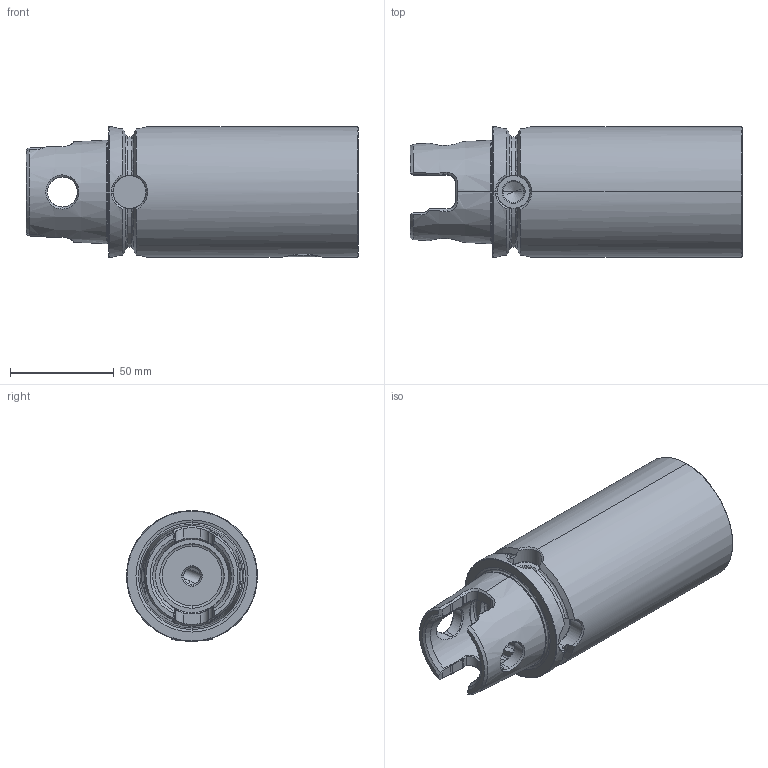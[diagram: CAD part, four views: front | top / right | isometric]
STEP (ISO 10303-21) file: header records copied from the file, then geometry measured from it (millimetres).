
FILE_DESCRIPTION (( 'STEP AP203' ), '1' );
FILE_NAME ('KU6.KM6.K01.120.STEP', '2018-02-12T14:55:02', ( 'SWIAdmin' ), ( 'Hewlett-Packard Company' ), 'SwSTEP 2.0', 'SolidWorks 2017', '' );
FILE_SCHEMA (( 'CONFIG_CONTROL_DESIGN' ));
Length unit declared in the file: millimetre
Products named in the file (15): KM6-ER1.005.25_A; DIN 7984 - M6 x 8; KU6-KM6.K01.120_A; DIN 5401-14; KM6-ER1.001.050_A; KM6-ER1.002.019_A; KM6-ER1.004.038_A; KU6.KM6.K01.120; DIN 3771 - 41x1.78; DIN 3771 - 15.6x1.78; ISO 8741-5x10; ISO 8741-8x16; KM6-ER1.001.050_gespannt; KM6-ER1.006.021_A; DIN 3771 - 12.42x1.78
Assembly tree (19 placements, depth 3):
  KU6.KM6.K01.120
    KU6-KM6.K01.120_A
    KM6-ER1.001.050_gespannt
      KM6-ER1.001.050_A
      KM6-ER1.004.038_A
      DIN 3771 - 15.6x1.78
      ISO 8741-8x16  x4
      KM6-ER1.006.021_A
      DIN 3771 - 12.42x1.78
      KM6-ER1.005.25_A
      DIN 7984 - M6 x 8  x2
      DIN 5401-14  x2
      KM6-ER1.002.019_A
      DIN 3771 - 41x1.78
      ISO 8741-5x10
Bounding box: 159.95 x 62.95 x 62.95 mm (x, y, z)
Volume: 334547 mm3; surface area: 81160.2 mm2
Topology: 18 solids, 18 shells, 728 faces, 1796 edges, 1083 vertices
Faces by surface type: plane 215, cylinder 193, cone 146, torus 86, bspline 64, sphere 24
Entity records: 25487 total; most frequent: CARTESIAN_POINT 9388, ORIENTED_EDGE 3092, DIRECTION 2890, EDGE_CURVE 1546, AXIS2_PLACEMENT_3D 1192, VERTEX_POINT 949, EDGE_LOOP 693, ADVANCED_FACE 642
